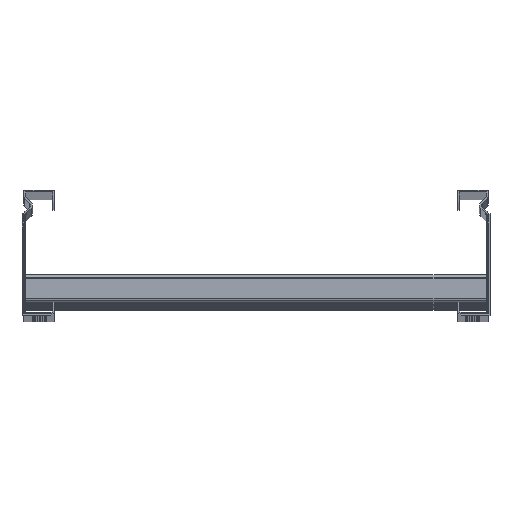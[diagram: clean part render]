
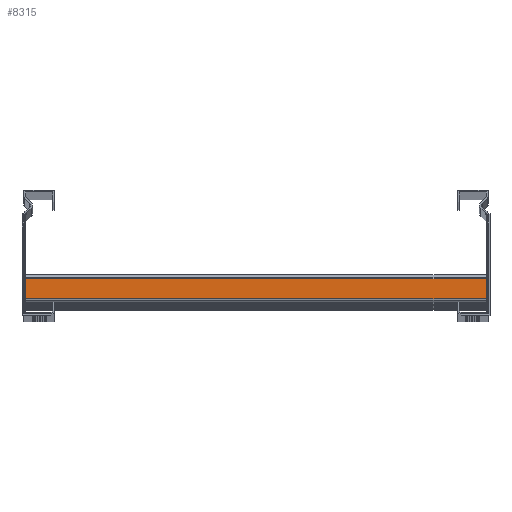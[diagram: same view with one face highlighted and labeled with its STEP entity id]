
A CAD part, top view. The second image highlights one B-rep face of the part: STEP entity #8315.
In plain terms, the highlighted face is planar.
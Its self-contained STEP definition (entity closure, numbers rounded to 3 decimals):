
#417 = PLANE ( 'NONE',  #12743 ) ;
#2143 = LINE ( 'NONE', #18406, #19900 ) ;
#3021 = ORIENTED_EDGE ( 'NONE', *, *, #5286, .F. ) ;
#3117 = CARTESIAN_POINT ( 'NONE',  ( 18., 15.5, 149. ) ) ;
#3278 = ORIENTED_EDGE ( 'NONE', *, *, #16004, .T. ) ;
#3588 = DIRECTION ( 'NONE',  ( 0., 0., -1. ) ) ;
#4300 = VECTOR ( 'NONE', #19932, 1000. ) ;
#4478 = LINE ( 'NONE', #10665, #5984 ) ;
#4652 = ORIENTED_EDGE ( 'NONE', *, *, #9104, .F. ) ;
#4995 = CARTESIAN_POINT ( 'NONE',  ( 18., 18., -149. ) ) ;
#5286 = EDGE_CURVE ( 'NONE', #5591, #5503, #13127, .T. ) ;
#5311 = LINE ( 'NONE', #14980, #4300 ) ;
#5503 = VERTEX_POINT ( 'NONE', #11915 ) ;
#5591 = VERTEX_POINT ( 'NONE', #13817 ) ;
#5984 = VECTOR ( 'NONE', #12356, 1000. ) ;
#6254 = EDGE_CURVE ( 'NONE', #6359, #8862, #4478, .T. ) ;
#6359 = VERTEX_POINT ( 'NONE', #3117 ) ;
#8315 = ADVANCED_FACE ( 'NONE', ( #9488 ), #417, .T. ) ;
#8862 = VERTEX_POINT ( 'NONE', #18058 ) ;
#9104 = EDGE_CURVE ( 'NONE', #6359, #5591, #2143, .T. ) ;
#9332 = VECTOR ( 'NONE', #17982, 1000. ) ;
#9431 = EDGE_LOOP ( 'NONE', ( #3021, #4652, #15602, #3278 ) ) ;
#9488 = FACE_OUTER_BOUND ( 'NONE', #9431, .T. ) ;
#10665 = CARTESIAN_POINT ( 'NONE',  ( 18., 18., 149. ) ) ;
#11915 = CARTESIAN_POINT ( 'NONE',  ( 18., 2.5, -149. ) ) ;
#12356 = DIRECTION ( 'NONE',  ( 0., -1., 0. ) ) ;
#12743 = AXIS2_PLACEMENT_3D ( 'NONE', #16398, #19910, #3588 ) ;
#13127 = LINE ( 'NONE', #4995, #9332 ) ;
#13817 = CARTESIAN_POINT ( 'NONE',  ( 18., 15.5, -149. ) ) ;
#14980 = CARTESIAN_POINT ( 'NONE',  ( 18., 2.5, 149. ) ) ;
#15602 = ORIENTED_EDGE ( 'NONE', *, *, #6254, .T. ) ;
#16004 = EDGE_CURVE ( 'NONE', #8862, #5503, #5311, .T. ) ;
#16398 = CARTESIAN_POINT ( 'NONE',  ( 18., 18., 149. ) ) ;
#17982 = DIRECTION ( 'NONE',  ( 0., -1., 0. ) ) ;
#18058 = CARTESIAN_POINT ( 'NONE',  ( 18., 2.5, 149. ) ) ;
#18406 = CARTESIAN_POINT ( 'NONE',  ( 18., 15.5, 149. ) ) ;
#19900 = VECTOR ( 'NONE', #19981, 1000. ) ;
#19910 = DIRECTION ( 'NONE',  ( 1., 0., 0. ) ) ;
#19932 = DIRECTION ( 'NONE',  ( 0., 0., -1. ) ) ;
#19981 = DIRECTION ( 'NONE',  ( 0., 0., -1. ) ) ;
